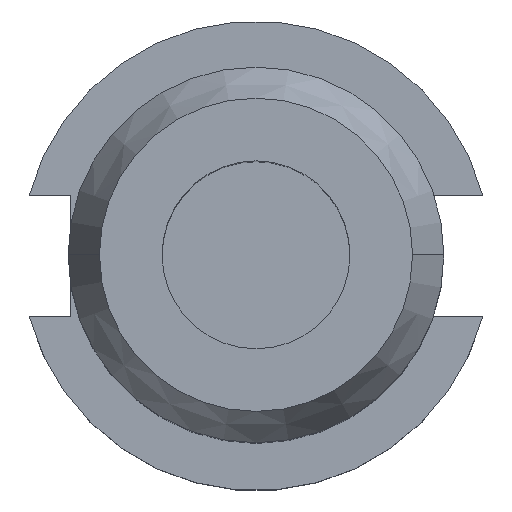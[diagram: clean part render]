
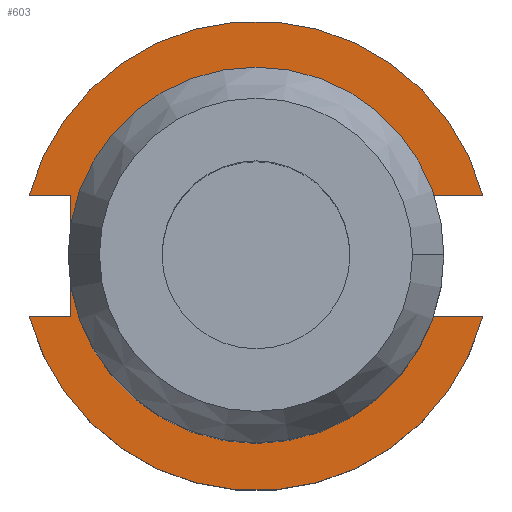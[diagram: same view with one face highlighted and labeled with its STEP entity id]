
A CAD part, top view. The second image highlights one B-rep face of the part: STEP entity #603.
In plain terms, the highlighted planar face has unit normal (0, 0, 1).
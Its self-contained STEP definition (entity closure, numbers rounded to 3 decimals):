
#18 = EDGE_CURVE ( 'NONE', #940, #1495, #1681, .T. ) ;
#54 = DIRECTION ( 'NONE',  ( -1., 0., 0. ) ) ;
#59 = ORIENTED_EDGE ( 'NONE', *, *, #481, .F. ) ;
#65 = VERTEX_POINT ( 'NONE', #116 ) ;
#97 = CARTESIAN_POINT ( 'NONE',  ( 22.606, -8.191, 19.05 ) ) ;
#116 = CARTESIAN_POINT ( 'NONE',  ( -30.675, -8.191, 19.05 ) ) ;
#126 = DIRECTION ( 'NONE',  ( 0., 0., 1. ) ) ;
#148 = ORIENTED_EDGE ( 'NONE', *, *, #1224, .T. ) ;
#186 = CARTESIAN_POINT ( 'NONE',  ( 22.606, 22.225, 19.05 ) ) ;
#217 = EDGE_CURVE ( 'NONE', #65, #299, #1183, .T. ) ;
#228 = ORIENTED_EDGE ( 'NONE', *, *, #1102, .T. ) ;
#263 = CARTESIAN_POINT ( 'NONE',  ( 0., 8.191, 19.05 ) ) ;
#287 = ORIENTED_EDGE ( 'NONE', *, *, #1205, .T. ) ;
#299 = VERTEX_POINT ( 'NONE', #1379 ) ;
#331 = AXIS2_PLACEMENT_3D ( 'NONE', #924, #126, #1064 ) ;
#334 = VERTEX_POINT ( 'NONE', #1387 ) ;
#383 = CARTESIAN_POINT ( 'NONE',  ( -61.091, 8.191, 19.05 ) ) ;
#401 = ORIENTED_EDGE ( 'NONE', *, *, #18, .T. ) ;
#442 = LINE ( 'NONE', #528, #1163 ) ;
#459 = EDGE_CURVE ( 'NONE', #1495, #559, #565, .T. ) ;
#481 = EDGE_CURVE ( 'NONE', #1249, #1315, #837, .T. ) ;
#518 = EDGE_CURVE ( 'NONE', #940, #299, #442, .T. ) ;
#521 = DIRECTION ( 'NONE',  ( -1., 0., 0. ) ) ;
#528 = CARTESIAN_POINT ( 'NONE',  ( 0., -8.191, 19.05 ) ) ;
#541 = VECTOR ( 'NONE', #1034, 1000. ) ;
#557 = VECTOR ( 'NONE', #790, 1000. ) ;
#559 = VERTEX_POINT ( 'NONE', #877 ) ;
#565 = CIRCLE ( 'NONE', #686, 23.025 ) ;
#568 = ORIENTED_EDGE ( 'NONE', *, *, #217, .T. ) ;
#569 = CARTESIAN_POINT ( 'NONE',  ( 0., 0., 19.05 ) ) ;
#570 = AXIS2_PLACEMENT_3D ( 'NONE', #1019, #1419, #622 ) ;
#603 = ADVANCED_FACE ( 'NONE', ( #769 ), #617, .F. ) ;
#607 = CIRCLE ( 'NONE', #331, 31.75 ) ;
#617 = PLANE ( 'NONE',  #570 ) ;
#622 = DIRECTION ( 'NONE',  ( -1., 0., 0. ) ) ;
#652 = CARTESIAN_POINT ( 'NONE',  ( -25.091, 8.191, 19.05 ) ) ;
#672 = VECTOR ( 'NONE', #1056, 1000. ) ;
#677 = EDGE_LOOP ( 'NONE', ( #401, #1373, #287, #148, #59, #840, #228, #1030, #1493, #568, #1678 ) ) ;
#686 = AXIS2_PLACEMENT_3D ( 'NONE', #848, #781, #1701 ) ;
#691 = LINE ( 'NONE', #652, #1053 ) ;
#708 = DIRECTION ( 'NONE',  ( 0., 0., 1. ) ) ;
#745 = CARTESIAN_POINT ( 'NONE',  ( 22.606, -4.373, 19.05 ) ) ;
#758 = CARTESIAN_POINT ( 'NONE',  ( -61.091, -8.191, 19.05 ) ) ;
#769 = FACE_OUTER_BOUND ( 'NONE', #677, .T. ) ;
#781 = DIRECTION ( 'NONE',  ( 0., 0., -1. ) ) ;
#783 = AXIS2_PLACEMENT_3D ( 'NONE', #1647, #845, #54 ) ;
#790 = DIRECTION ( 'NONE',  ( 1., 0., 0. ) ) ;
#808 = AXIS2_PLACEMENT_3D ( 'NONE', #569, #708, #1500 ) ;
#822 = VECTOR ( 'NONE', #854, 1000. ) ;
#830 = CARTESIAN_POINT ( 'NONE',  ( 22.606, 8.191, 19.05 ) ) ;
#837 = LINE ( 'NONE', #263, #1545 ) ;
#840 = ORIENTED_EDGE ( 'NONE', *, *, #1094, .T. ) ;
#845 = DIRECTION ( 'NONE',  ( 0., 0., -1. ) ) ;
#848 = CARTESIAN_POINT ( 'NONE',  ( 0., 0., 19.05 ) ) ;
#854 = DIRECTION ( 'NONE',  ( 0., 1., 0. ) ) ;
#877 = CARTESIAN_POINT ( 'NONE',  ( -23.025, 0., 19.05 ) ) ;
#908 = EDGE_CURVE ( 'NONE', #65, #1473, #1171, .T. ) ;
#924 = CARTESIAN_POINT ( 'NONE',  ( 0., 0., 19.05 ) ) ;
#940 = VERTEX_POINT ( 'NONE', #97 ) ;
#1008 = CARTESIAN_POINT ( 'NONE',  ( -30.675, 8.191, 19.05 ) ) ;
#1019 = CARTESIAN_POINT ( 'NONE',  ( 0., 22.225, 19.05 ) ) ;
#1030 = ORIENTED_EDGE ( 'NONE', *, *, #1058, .T. ) ;
#1034 = DIRECTION ( 'NONE',  ( 1., 0., 0. ) ) ;
#1053 = VECTOR ( 'NONE', #1565, 1000. ) ;
#1056 = DIRECTION ( 'NONE',  ( 0., 1., 0. ) ) ;
#1058 = EDGE_CURVE ( 'NONE', #1437, #1473, #691, .T. ) ;
#1064 = DIRECTION ( 'NONE',  ( 1., 0., 0. ) ) ;
#1094 = EDGE_CURVE ( 'NONE', #1249, #1478, #607, .T. ) ;
#1102 = EDGE_CURVE ( 'NONE', #1478, #1437, #1618, .T. ) ;
#1122 = CARTESIAN_POINT ( 'NONE',  ( 30.675, 8.191, 19.05 ) ) ;
#1123 = CARTESIAN_POINT ( 'NONE',  ( -25.091, 8.191, 19.05 ) ) ;
#1163 = VECTOR ( 'NONE', #1587, 1000. ) ;
#1171 = LINE ( 'NONE', #758, #541 ) ;
#1183 = CIRCLE ( 'NONE', #808, 31.75 ) ;
#1205 = EDGE_CURVE ( 'NONE', #559, #334, #1651, .T. ) ;
#1212 = LINE ( 'NONE', #186, #822 ) ;
#1224 = EDGE_CURVE ( 'NONE', #334, #1315, #1212, .T. ) ;
#1249 = VERTEX_POINT ( 'NONE', #1122 ) ;
#1315 = VERTEX_POINT ( 'NONE', #830 ) ;
#1373 = ORIENTED_EDGE ( 'NONE', *, *, #459, .T. ) ;
#1379 = CARTESIAN_POINT ( 'NONE',  ( 30.675, -8.191, 19.05 ) ) ;
#1387 = CARTESIAN_POINT ( 'NONE',  ( 22.606, 4.373, 19.05 ) ) ;
#1395 = CARTESIAN_POINT ( 'NONE',  ( -25.091, -8.191, 19.05 ) ) ;
#1419 = DIRECTION ( 'NONE',  ( 0., 0., -1. ) ) ;
#1437 = VERTEX_POINT ( 'NONE', #1123 ) ;
#1473 = VERTEX_POINT ( 'NONE', #1395 ) ;
#1478 = VERTEX_POINT ( 'NONE', #1008 ) ;
#1493 = ORIENTED_EDGE ( 'NONE', *, *, #908, .F. ) ;
#1495 = VERTEX_POINT ( 'NONE', #745 ) ;
#1500 = DIRECTION ( 'NONE',  ( 1., 0., 0. ) ) ;
#1545 = VECTOR ( 'NONE', #521, 1000. ) ;
#1565 = DIRECTION ( 'NONE',  ( 0., -1., 0. ) ) ;
#1587 = DIRECTION ( 'NONE',  ( 1., 0., 0. ) ) ;
#1618 = LINE ( 'NONE', #383, #557 ) ;
#1647 = CARTESIAN_POINT ( 'NONE',  ( 0., 0., 19.05 ) ) ;
#1651 = CIRCLE ( 'NONE', #783, 23.025 ) ;
#1678 = ORIENTED_EDGE ( 'NONE', *, *, #518, .F. ) ;
#1681 = LINE ( 'NONE', #1707, #672 ) ;
#1701 = DIRECTION ( 'NONE',  ( -1., 0., 0. ) ) ;
#1707 = CARTESIAN_POINT ( 'NONE',  ( 22.606, 22.225, 19.05 ) ) ;
